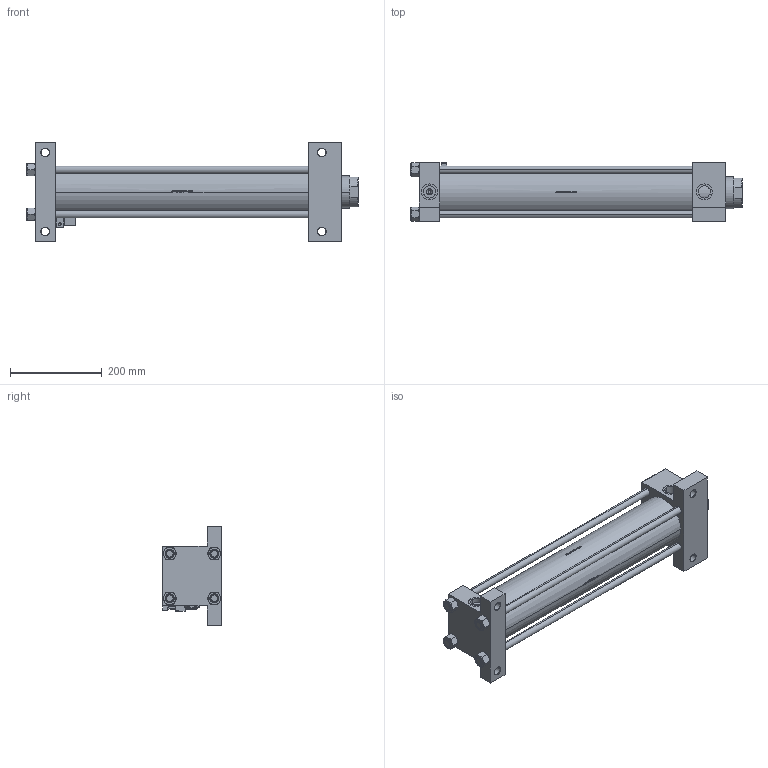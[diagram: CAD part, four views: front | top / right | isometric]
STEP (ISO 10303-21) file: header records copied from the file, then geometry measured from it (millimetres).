
FILE_DESCRIPTION (( 'STEP AP203' ), '1' );
FILE_NAME ('16a8.STEP', '2024-05-22T17:52:52', ( '' ), ( '' ), 'SwSTEP 2.0', 'SolidWorks 2019', '' );
FILE_SCHEMA (( 'CONFIG_CONTROL_DESIGN' ));
Length unit declared in the file: millimetre
Products named in the file (8): V215CR_G_TYCINKA 5070a0be56174c405ef4641692242a2c; V215CR_VCP_G 5070a0be56174c405ef4641692242a2c; V215CR_MSU 5070a0be56174c405ef4641692242a2c; V215_VC_A 5070a0be56174c405ef4641692242a2c; 16a8; Zatka_pro_OIL_PORT 5070a0be56174c405ef4641692242a2c; V215CR_G_Body 5070a0be56174c405ef4641692242a2c; NUT_M5_G 5070a0be56174c405ef4641692242a2c
Assembly tree (15 placements, depth 2):
  16a8
    V215CR_G_Body 5070a0be56174c405ef4641692242a2c
    V215CR_VCP_G 5070a0be56174c405ef4641692242a2c
    V215CR_G_TYCINKA 5070a0be56174c405ef4641692242a2c  x4
    NUT_M5_G 5070a0be56174c405ef4641692242a2c  x4
    V215_VC_A 5070a0be56174c405ef4641692242a2c
    V215CR_MSU 5070a0be56174c405ef4641692242a2c  x2
    Zatka_pro_OIL_PORT 5070a0be56174c405ef4641692242a2c  x2
Bounding box: 723 x 130 x 216 mm (x, y, z)
Volume: 5614970.8 mm3; surface area: 903946.9 mm2
Topology: 15 solids, 15 shells, 1385 faces, 3488 edges, 2205 vertices
Faces by surface type: plane 583, bspline 380, cylinder 192, cone 186, sphere 24, torus 20
Entity records: 52225 total; most frequent: CARTESIAN_POINT 27091, ORIENTED_EDGE 5666, DIRECTION 3743, EDGE_CURVE 2833, VERTEX_POINT 1829, LINE 1453, VECTOR 1453, EDGE_LOOP 1224
